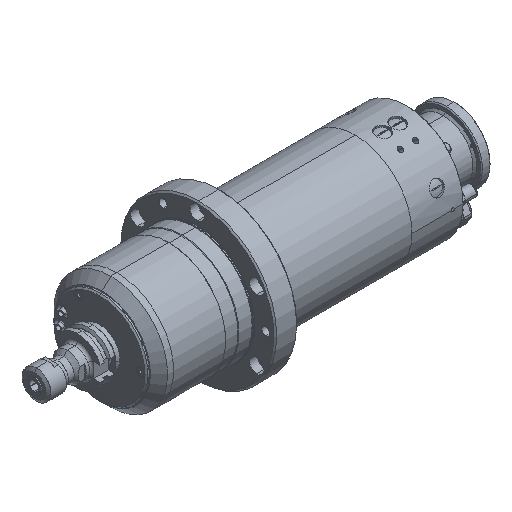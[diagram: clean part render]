
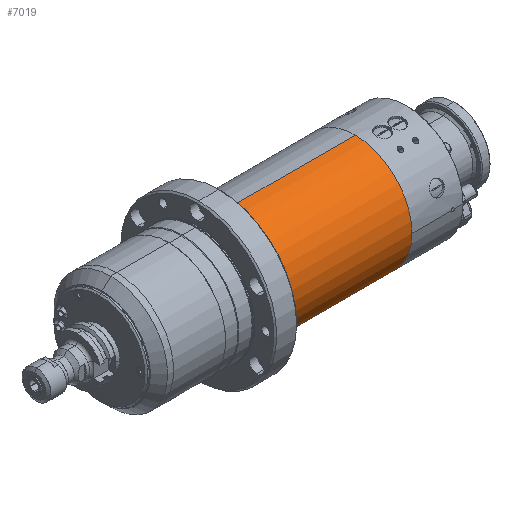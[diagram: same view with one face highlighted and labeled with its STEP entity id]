
A CAD part, isometric view. The second image highlights one B-rep face of the part: STEP entity #7019.
In plain terms, the highlighted cylindrical face has radius 60 mm (diameter 120 mm), a partial arc.
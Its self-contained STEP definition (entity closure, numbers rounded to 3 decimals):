
#2699 = DIRECTION ( 'NONE',  ( -1., 0., 0. ) ) ;
#2702 = CARTESIAN_POINT ( 'NONE',  ( -256., 0., 0. ) ) ;
#2706 = DIRECTION ( 'NONE',  ( 0., 0., 1. ) ) ;
#3543 = DIRECTION ( 'NONE',  ( 0., 0., -1. ) ) ;
#3548 = DIRECTION ( 'NONE',  ( 1., 0., 0. ) ) ;
#3550 = CARTESIAN_POINT ( 'NONE',  ( -145., 0., 0. ) ) ;
#3579 = DIRECTION ( 'NONE',  ( 0., 0., 1. ) ) ;
#3582 = DIRECTION ( 'NONE',  ( -1., 0., 0. ) ) ;
#3584 = CARTESIAN_POINT ( 'NONE',  ( -4., 0., 0. ) ) ;
#3925 = DIRECTION ( 'NONE',  ( -1., 0., 0. ) ) ;
#3926 = CARTESIAN_POINT ( 'NONE',  ( -256., 0., -60. ) ) ;
#7019 = ADVANCED_FACE ( 'NONE', ( #17462 ), #17444, .T. ) ;
#8428 = VERTEX_POINT ( 'NONE', #21757 ) ;
#8459 = VERTEX_POINT ( 'NONE', #21704 ) ;
#8539 = VERTEX_POINT ( 'NONE', #21602 ) ;
#8576 = VERTEX_POINT ( 'NONE', #21558 ) ;
#9708 = VECTOR ( 'NONE', #12082, 1000. ) ;
#9713 = LINE ( 'NONE', #12087, #9708 ) ;
#10157 = CIRCLE ( 'NONE', #20276, 60. ) ;
#10170 = CIRCLE ( 'NONE', #20279, 60. ) ;
#10237 = VECTOR ( 'NONE', #3925, 1000. ) ;
#10240 = LINE ( 'NONE', #3926, #10237 ) ;
#12082 = DIRECTION ( 'NONE',  ( -1., 0., 0. ) ) ;
#12087 = CARTESIAN_POINT ( 'NONE',  ( -256., 0., 60. ) ) ;
#17444 = CYLINDRICAL_SURFACE ( 'NONE', #28532, 60. ) ;
#17462 = FACE_OUTER_BOUND ( 'NONE', #24975, .T. ) ;
#18610 = ORIENTED_EDGE ( 'NONE', *, *, #27518, .F. ) ;
#18611 = ORIENTED_EDGE ( 'NONE', *, *, #27699, .T. ) ;
#18612 = ORIENTED_EDGE ( 'NONE', *, *, #28836, .T. ) ;
#18613 = ORIENTED_EDGE ( 'NONE', *, *, #27719, .T. ) ;
#20276 = AXIS2_PLACEMENT_3D ( 'NONE', #3550, #3548, #3543 ) ;
#20279 = AXIS2_PLACEMENT_3D ( 'NONE', #3584, #3582, #3579 ) ;
#21558 = CARTESIAN_POINT ( 'NONE',  ( -4., 0., 60. ) ) ;
#21602 = CARTESIAN_POINT ( 'NONE',  ( -4., 0., -60. ) ) ;
#21704 = CARTESIAN_POINT ( 'NONE',  ( -145., 0., -60. ) ) ;
#21757 = CARTESIAN_POINT ( 'NONE',  ( -145., 0., 60. ) ) ;
#24975 = EDGE_LOOP ( 'NONE', ( #18610, #18611, #18612, #18613 ) ) ;
#27518 = EDGE_CURVE ( 'NONE', #8539, #8459, #10240, .T. ) ;
#27699 = EDGE_CURVE ( 'NONE', #8539, #8576, #10170, .T. ) ;
#27719 = EDGE_CURVE ( 'NONE', #8428, #8459, #10157, .T. ) ;
#28532 = AXIS2_PLACEMENT_3D ( 'NONE', #2702, #2699, #2706 ) ;
#28836 = EDGE_CURVE ( 'NONE', #8576, #8428, #9713, .T. ) ;
